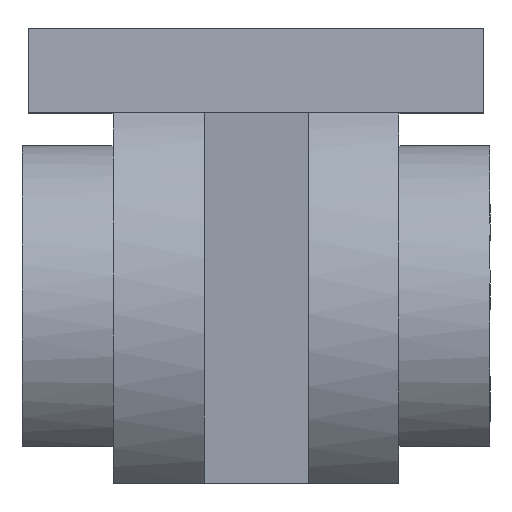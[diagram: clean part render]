
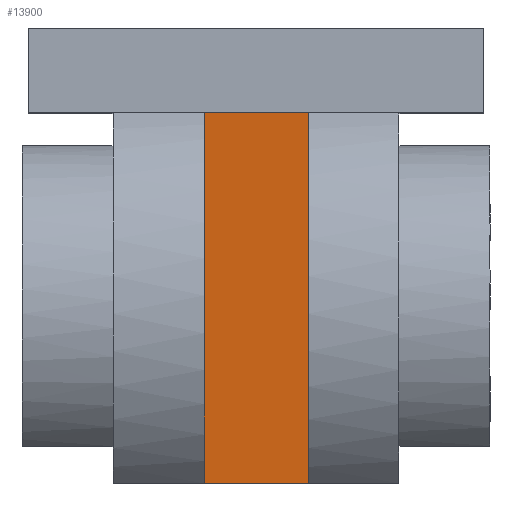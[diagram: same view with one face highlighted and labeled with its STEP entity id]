
A CAD part, top view. The second image highlights one B-rep face of the part: STEP entity #13900.
In plain terms, the highlighted free-form (B-spline) face has degree [1, 1] with [2, 2] control points.
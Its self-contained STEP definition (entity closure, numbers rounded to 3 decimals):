
#8020 = CARTESIAN_POINT ('', (-4., -6.5, 24.999));
#8030 = VERTEX_POINT ('', #8020);
#8090 = CARTESIAN_POINT ('', (4., -6.5, 24.999));
#8100 = VERTEX_POINT ('', #8090);
#8110 = CARTESIAN_POINT ('', (-4., -6.5, 24.999));
#8120 = CARTESIAN_POINT ('', (4., -6.5, 24.999));
#8130 = B_SPLINE_CURVE_WITH_KNOTS ('', 1, (#8110, #8120), .UNSPECIFIED., .F., .U., (2, 2), (0., 1.), .UNSPECIFIED.);
#8140 = EDGE_CURVE ('', #8030, #8100, #8130, .T.);
#13090 = CARTESIAN_POINT ('', (4., -35., 22.506));
#13100 = VERTEX_POINT ('', #13090);
#13160 = CARTESIAN_POINT ('', (-4., -35., 22.506));
#13170 = VERTEX_POINT ('', #13160);
#13180 = CARTESIAN_POINT ('', (-4., -35., 22.506));
#13190 = CARTESIAN_POINT ('', (4., -35., 22.506));
#13200 = B_SPLINE_CURVE_WITH_KNOTS ('', 1, (#13180, #13190), .UNSPECIFIED., .F., .U., (2, 2), (0., 1.), .UNSPECIFIED.);
#13210 = EDGE_CURVE ('', #13170, #13100, #13200, .T.);
#13600 = CARTESIAN_POINT ('', (4., -35., 22.506));
#13610 = CARTESIAN_POINT ('', (4., -6.5, 24.999));
#13620 = B_SPLINE_CURVE_WITH_KNOTS ('', 1, (#13600, #13610), .UNSPECIFIED., .F., .U., (2, 2), (0., 1.), .UNSPECIFIED.);
#13630 = EDGE_CURVE ('', #13100, #8100, #13620, .T.);
#13750 = ORIENTED_EDGE ('', *, *, #8140, .F.);
#13760 = CARTESIAN_POINT ('', (-4., -6.5, 24.999));
#13770 = CARTESIAN_POINT ('', (-4., -35., 22.506));
#13780 = B_SPLINE_CURVE_WITH_KNOTS ('', 1, (#13760, #13770), .UNSPECIFIED., .F., .U., (2, 2), (0., 1.), .UNSPECIFIED.);
#13790 = EDGE_CURVE ('', #8030, #13170, #13780, .T.);
#13800 = ORIENTED_EDGE ('', *, *, #13790, .T.);
#13810 = ORIENTED_EDGE ('', *, *, #13210, .T.);
#13820 = ORIENTED_EDGE ('', *, *, #13630, .T.);
#13830 = EDGE_LOOP ('', (#13750, #13800, #13810, #13820));
#13840 = FACE_OUTER_BOUND ('', #13830, .T.);
#13850 = CARTESIAN_POINT ('', (4., -35., 22.506));
#13860 = CARTESIAN_POINT ('', (-4., -35., 22.506));
#13870 = CARTESIAN_POINT ('', (4., -6.5, 24.999));
#13880 = CARTESIAN_POINT ('', (-4., -6.5, 24.999));
#13890 = B_SPLINE_SURFACE_WITH_KNOTS ('', 1, 1, ((#13850, #13860), (#13870, #13880)), .UNSPECIFIED., .F., .F., .U., (2, 2), (2, 2), (0., 1.), (0., 1.), .UNSPECIFIED.);
#13900 = ADVANCED_FACE ('', (#13840), #13890, .T.);
